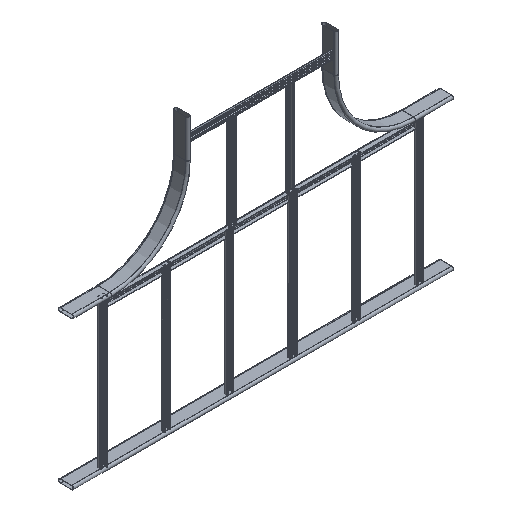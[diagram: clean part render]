
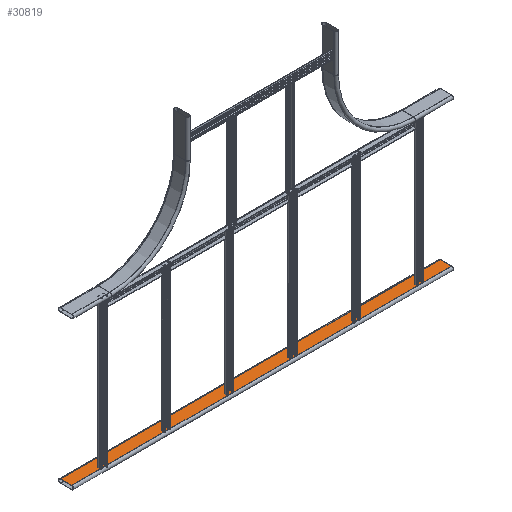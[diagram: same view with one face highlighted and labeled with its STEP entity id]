
A CAD part, isometric view. The second image highlights one B-rep face of the part: STEP entity #30819.
In plain terms, the highlighted planar face has unit normal (0, 0, 1).
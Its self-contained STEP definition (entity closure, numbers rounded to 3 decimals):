
#2121 = DIRECTION ( 'NONE',  ( 0., 1., 0. ) ) ;
#2529 = DIRECTION ( 'NONE',  ( -1., 0., 0. ) ) ;
#6568 = CARTESIAN_POINT ( 'NONE',  ( -750., -22.5, 7.5 ) ) ;
#7034 = VECTOR ( 'NONE', #2529, 1000. ) ;
#8804 = CARTESIAN_POINT ( 'NONE',  ( 750., -22.5, 7.5 ) ) ;
#10147 = CARTESIAN_POINT ( 'NONE',  ( 750., 22.5, 7.5 ) ) ;
#10492 = ORIENTED_EDGE ( 'NONE', *, *, #36654, .T. ) ;
#11609 = LINE ( 'NONE', #43744, #39849 ) ;
#14272 = CARTESIAN_POINT ( 'NONE',  ( -750., 22.5, 7.5 ) ) ;
#17971 = DIRECTION ( 'NONE',  ( 0., 1., 0. ) ) ;
#19036 = VECTOR ( 'NONE', #38363, 1000. ) ;
#20092 = EDGE_CURVE ( 'NONE', #27019, #20650, #37437, .T. ) ;
#20650 = VERTEX_POINT ( 'NONE', #14272 ) ;
#24432 = DIRECTION ( 'NONE',  ( 0., 0., 1. ) ) ;
#26753 = LINE ( 'NONE', #10147, #7034 ) ;
#27019 = VERTEX_POINT ( 'NONE', #6568 ) ;
#27591 = VECTOR ( 'NONE', #37033, 1000. ) ;
#29441 = FACE_OUTER_BOUND ( 'NONE', #31630, .T. ) ;
#30003 = LINE ( 'NONE', #8804, #19036 ) ;
#30819 = ADVANCED_FACE ( 'NONE', ( #29441 ), #35394, .T. ) ;
#31630 = EDGE_LOOP ( 'NONE', ( #44467, #40408, #10492, #46699 ) ) ;
#33141 = CARTESIAN_POINT ( 'NONE',  ( 750., 22.5, 7.5 ) ) ;
#33303 = CARTESIAN_POINT ( 'NONE',  ( -750., -22.5, 7.5 ) ) ;
#35394 = PLANE ( 'NONE',  #43710 ) ;
#36356 = VERTEX_POINT ( 'NONE', #38024 ) ;
#36654 = EDGE_CURVE ( 'NONE', #36356, #47794, #11609, .T. ) ;
#37033 = DIRECTION ( 'NONE',  ( 0., 1., 0. ) ) ;
#37437 = LINE ( 'NONE', #33303, #27591 ) ;
#38024 = CARTESIAN_POINT ( 'NONE',  ( 750., -22.5, 7.5 ) ) ;
#38363 = DIRECTION ( 'NONE',  ( -1., 0., 0. ) ) ;
#39849 = VECTOR ( 'NONE', #17971, 1000. ) ;
#40408 = ORIENTED_EDGE ( 'NONE', *, *, #42461, .F. ) ;
#42461 = EDGE_CURVE ( 'NONE', #36356, #27019, #30003, .T. ) ;
#43710 = AXIS2_PLACEMENT_3D ( 'NONE', #46482, #24432, #2121 ) ;
#43744 = CARTESIAN_POINT ( 'NONE',  ( 750., -22.5, 7.5 ) ) ;
#44467 = ORIENTED_EDGE ( 'NONE', *, *, #20092, .F. ) ;
#44842 = EDGE_CURVE ( 'NONE', #47794, #20650, #26753, .T. ) ;
#46482 = CARTESIAN_POINT ( 'NONE',  ( 750., -22.5, 7.5 ) ) ;
#46699 = ORIENTED_EDGE ( 'NONE', *, *, #44842, .T. ) ;
#47794 = VERTEX_POINT ( 'NONE', #33141 ) ;
